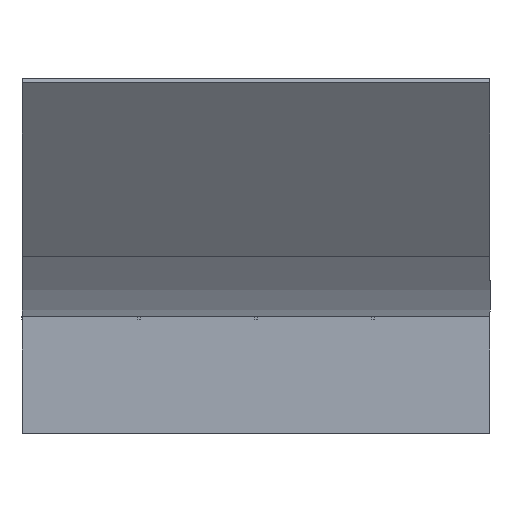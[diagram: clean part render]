
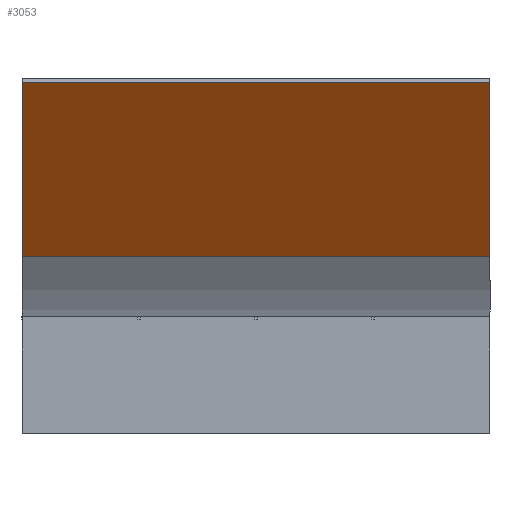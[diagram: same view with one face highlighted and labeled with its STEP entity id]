
A CAD part, left-side view. The second image highlights one B-rep face of the part: STEP entity #3053.
In plain terms, the highlighted planar face has unit normal (-0.316, 0, -0.949).
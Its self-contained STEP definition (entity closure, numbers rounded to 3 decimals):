
#60 = VERTEX_POINT ( 'NONE', #1929 ) ;
#102 = CARTESIAN_POINT ( 'NONE',  ( 0., -50., 10. ) ) ;
#227 = VECTOR ( 'NONE', #3100, 1000. ) ;
#265 = CARTESIAN_POINT ( 'NONE',  ( 0., -60., 10. ) ) ;
#287 = CARTESIAN_POINT ( 'NONE',  ( 22.302, -40., 2.566 ) ) ;
#382 = LINE ( 'NONE', #102, #227 ) ;
#446 = EDGE_CURVE ( 'NONE', #1873, #1666, #2974, .T. ) ;
#548 = FACE_OUTER_BOUND ( 'NONE', #2804, .T. ) ;
#555 = ORIENTED_EDGE ( 'NONE', *, *, #2769, .F. ) ;
#678 = ORIENTED_EDGE ( 'NONE', *, *, #446, .T. ) ;
#703 = ORIENTED_EDGE ( 'NONE', *, *, #2773, .F. ) ;
#989 = EDGE_CURVE ( 'NONE', #3054, #1666, #2021, .T. ) ;
#990 = PLANE ( 'NONE',  #1618 ) ;
#1243 = DIRECTION ( 'NONE',  ( 0., -1., 0. ) ) ;
#1269 = DIRECTION ( 'NONE',  ( 0.949, 0., -0.316 ) ) ;
#1301 = CARTESIAN_POINT ( 'NONE',  ( 0., -60., 10. ) ) ;
#1618 = AXIS2_PLACEMENT_3D ( 'NONE', #1984, #2705, #2490 ) ;
#1666 = VERTEX_POINT ( 'NONE', #2441 ) ;
#1873 = VERTEX_POINT ( 'NONE', #2030 ) ;
#1929 = CARTESIAN_POINT ( 'NONE',  ( 0., -40., 10. ) ) ;
#1984 = CARTESIAN_POINT ( 'NONE',  ( 22.302, -60., 2.566 ) ) ;
#2021 = LINE ( 'NONE', #1301, #2353 ) ;
#2030 = CARTESIAN_POINT ( 'NONE',  ( 22.302, -40., 2.566 ) ) ;
#2056 = VECTOR ( 'NONE', #2363, 1000. ) ;
#2211 = CARTESIAN_POINT ( 'NONE',  ( 22.302, -50., 2.566 ) ) ;
#2353 = VECTOR ( 'NONE', #1269, 1000. ) ;
#2363 = DIRECTION ( 'NONE',  ( -0.949, 0., 0.316 ) ) ;
#2441 = CARTESIAN_POINT ( 'NONE',  ( 22.302, -60., 2.566 ) ) ;
#2490 = DIRECTION ( 'NONE',  ( -0.949, 0., 0.316 ) ) ;
#2525 = LINE ( 'NONE', #287, #2056 ) ;
#2705 = DIRECTION ( 'NONE',  ( -0.316, 0., -0.949 ) ) ;
#2769 = EDGE_CURVE ( 'NONE', #60, #3054, #382, .T. ) ;
#2773 = EDGE_CURVE ( 'NONE', #1873, #60, #2525, .T. ) ;
#2803 = VECTOR ( 'NONE', #1243, 1000. ) ;
#2804 = EDGE_LOOP ( 'NONE', ( #703, #678, #2858, #555 ) ) ;
#2858 = ORIENTED_EDGE ( 'NONE', *, *, #989, .F. ) ;
#2974 = LINE ( 'NONE', #2211, #2803 ) ;
#3053 = ADVANCED_FACE ( 'NONE', ( #548 ), #990, .T. ) ;
#3054 = VERTEX_POINT ( 'NONE', #265 ) ;
#3100 = DIRECTION ( 'NONE',  ( 0., -1., 0. ) ) ;
